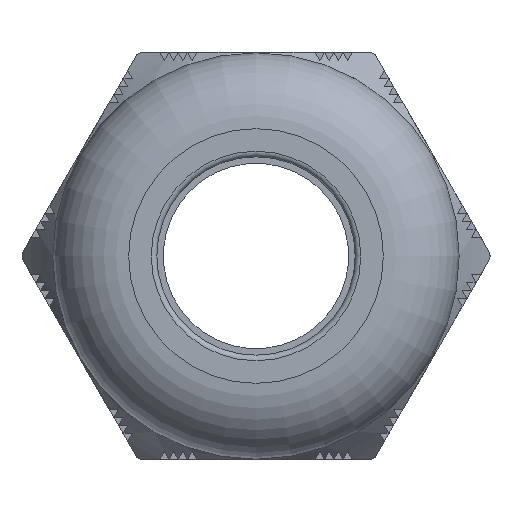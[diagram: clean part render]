
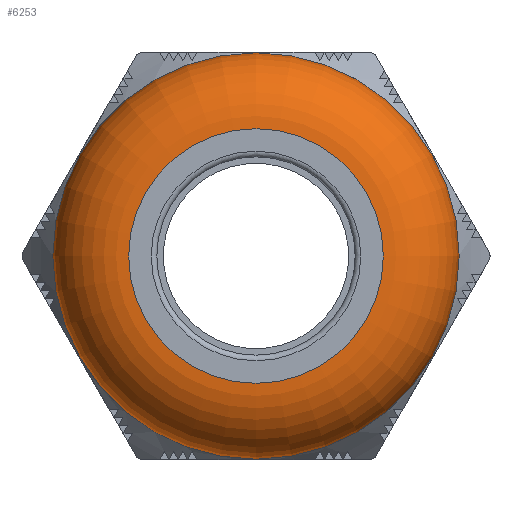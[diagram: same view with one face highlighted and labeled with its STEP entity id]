
A CAD part, left-side view. The second image highlights one B-rep face of the part: STEP entity #6253.
In plain terms, the highlighted toroidal (fillet/blend) face has major radius 6.87 mm and minor radius 4.09 mm.
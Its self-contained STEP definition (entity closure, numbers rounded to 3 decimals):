
#31=TOROIDAL_SURFACE('',#6629,6.87,4.09);
#382=FACE_BOUND('',#1903,.T.);
#1560=FACE_OUTER_BOUND('',#1902,.T.);
#1902=EDGE_LOOP('',(#4807));
#1903=EDGE_LOOP('',(#4808));
#2152=CIRCLE('',#6516,6.87);
#2154=CIRCLE('',#6630,10.96);
#2736=VERTEX_POINT('',#14563);
#2738=VERTEX_POINT('',#15418);
#3375=EDGE_CURVE('',#2736,#2736,#2152,.T.);
#3477=EDGE_CURVE('',#2738,#2738,#2154,.T.);
#4807=ORIENTED_EDGE('',*,*,#3477,.F.);
#4808=ORIENTED_EDGE('',*,*,#3375,.T.);
#6253=ADVANCED_FACE('',(#1560,#382),#31,.T.);
#6516=AXIS2_PLACEMENT_3D('',#14564,#7295,#7296);
#6629=AXIS2_PLACEMENT_3D('',#15417,#7619,#7620);
#6630=AXIS2_PLACEMENT_3D('',#15419,#7621,#7622);
#7295=DIRECTION('center_axis',(1.,0.,0.));
#7296=DIRECTION('ref_axis',(0.,0.,-1.));
#7619=DIRECTION('center_axis',(1.,0.,0.));
#7620=DIRECTION('ref_axis',(0.,0.,-1.));
#7621=DIRECTION('center_axis',(1.,0.,0.));
#7622=DIRECTION('ref_axis',(0.,0.,-1.));
#14563=CARTESIAN_POINT('',(-17.12,6.87,0.));
#14564=CARTESIAN_POINT('Origin',(-17.12,0.,0.));
#15417=CARTESIAN_POINT('Origin',(-13.03,0.,0.));
#15418=CARTESIAN_POINT('',(-13.03,10.96,0.));
#15419=CARTESIAN_POINT('Origin',(-13.03,0.,0.));
